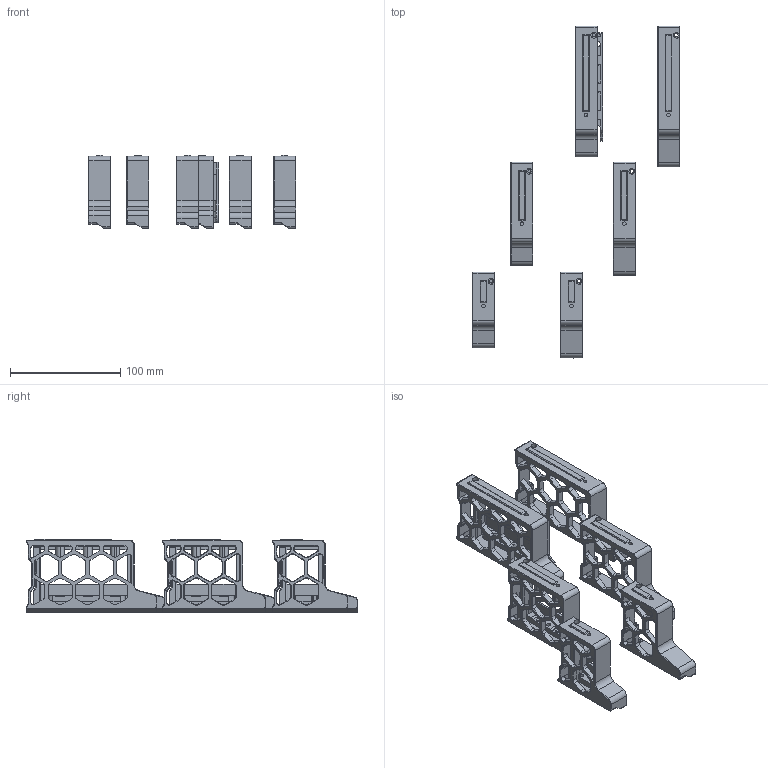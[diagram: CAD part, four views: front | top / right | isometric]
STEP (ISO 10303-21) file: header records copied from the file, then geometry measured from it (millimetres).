
FILE_DESCRIPTION(/* description */ (''),/* implementation_level */ '2;1');
FILE_NAME(/* name */ 'Revo Nozzle v12.step',/* time_stamp */ '2022-07-18T19:40:01-04:00',/* author */ (''),/* organization */ (''),/* preprocessor_version */ 'ST-DEVELOPER v19',/* originating_system */ 'Autodesk Translation Framework v11.7.0.108',/* authorisation */ '');
FILE_SCHEMA (('AUTOMOTIVE_DESIGN { 1 0 10303 214 3 1 1 }'));
Products named in the file (1): Revo Nozzle
Bounding box: 188.28 x 301.78 x 67 mm (x, y, z)
Volume: 189118.2 mm3; surface area: 136376.4 mm2
Topology: 9 solids, 9 shells, 2195 faces, 5991 edges, 3802 vertices
Faces by surface type: plane 1053, cylinder 697, cone 250, bspline 164, torus 31
Full cylindrical faces by diameter (mm): 2.7 x6, 3.1 x12, 3.4 x6, 3.8 x11, 5.3 x12, 6 x6
Entity records: 72427 total; most frequent: CARTESIAN_POINT 16478, ORIENTED_EDGE 11978, DIRECTION 11327, EDGE_CURVE 5989, VERTEX_POINT 3802, LINE 3799, VECTOR 3799, AXIS2_PLACEMENT_3D 3764
